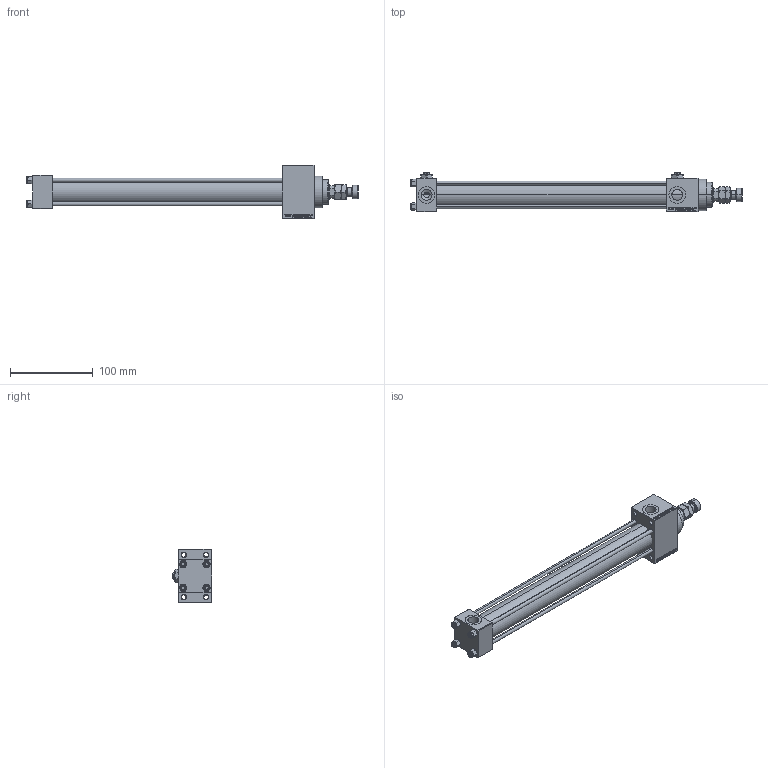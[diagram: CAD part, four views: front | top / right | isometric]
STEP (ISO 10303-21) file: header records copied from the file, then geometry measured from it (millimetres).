
FILE_DESCRIPTION (( 'STEP AP203' ), '1' );
FILE_NAME ('9579.STEP', '2022-04-14T14:04:41', ( '' ), ( '' ), 'SwSTEP 2.0', 'SolidWorks 2019', '' );
FILE_SCHEMA (( 'CONFIG_CONTROL_DESIGN' ));
Length unit declared in the file: millimetre
Products named in the file (8): Zatka_pro_OIL_PORT d40e92ded25c91816577b72cb1380a92; V215CR_VCP_D d40e92ded25c91816577b72cb1380a92; V215CR_D_TYCINKA d40e92ded25c91816577b72cb1380a92; MFA d40e92ded25c91816577b72cb1380a92; V215_VC_A d40e92ded25c91816577b72cb1380a92; 9579; NUT_M5_D d40e92ded25c91816577b72cb1380a92; V215CR_D_Body d40e92ded25c91816577b72cb1380a92
Assembly tree (14 placements, depth 2):
  9579
    V215CR_D_Body d40e92ded25c91816577b72cb1380a92
    V215CR_VCP_D d40e92ded25c91816577b72cb1380a92
    NUT_M5_D d40e92ded25c91816577b72cb1380a92  x4
    V215CR_D_TYCINKA d40e92ded25c91816577b72cb1380a92  x4
    V215_VC_A d40e92ded25c91816577b72cb1380a92
    MFA d40e92ded25c91816577b72cb1380a92
    Zatka_pro_OIL_PORT d40e92ded25c91816577b72cb1380a92  x2
Bounding box: 400 x 47 x 64 mm (x, y, z)
Volume: 320811.4 mm3; surface area: 136261.6 mm2
Topology: 14 solids, 14 shells, 1252 faces, 3077 edges, 1970 vertices
Faces by surface type: plane 557, bspline 368, cone 214, cylinder 101, torus 12
Entity records: 50723 total; most frequent: CARTESIAN_POINT 26169, ORIENTED_EDGE 5454, DIRECTION 3621, EDGE_CURVE 2727, VERTEX_POINT 1768, LINE 1569, VECTOR 1569, EDGE_LOOP 1229
